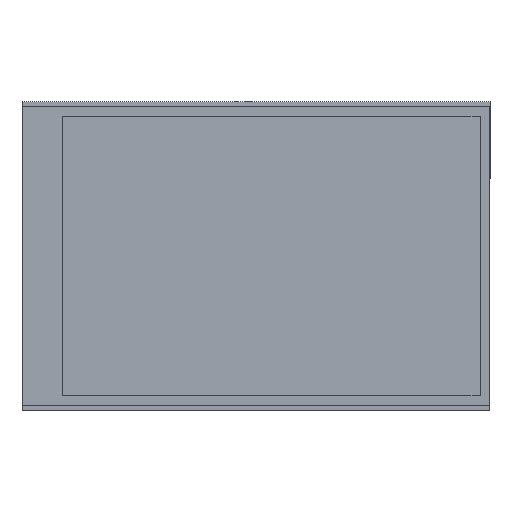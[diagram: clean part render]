
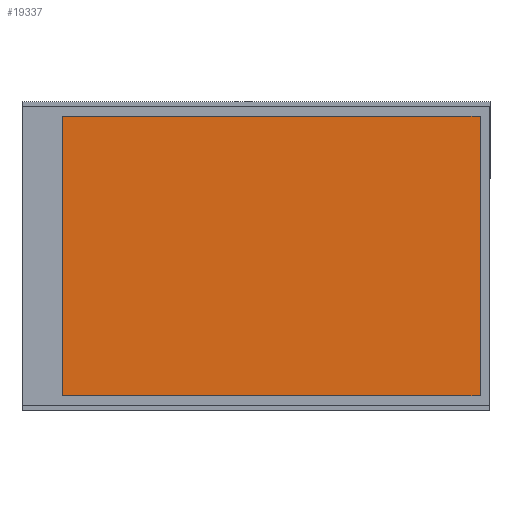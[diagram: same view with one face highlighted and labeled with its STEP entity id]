
A CAD part, top view. The second image highlights one B-rep face of the part: STEP entity #19337.
In plain terms, the highlighted planar face has unit normal (0, 0, 1).
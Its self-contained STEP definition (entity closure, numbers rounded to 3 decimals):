
#61 = CARTESIAN_POINT ( 'NONE',  ( 37.9, -25.4, 0. ) ) ;
#631 = ORIENTED_EDGE ( 'NONE', *, *, #19073, .T. ) ;
#760 = VERTEX_POINT ( 'NONE', #16260 ) ;
#1037 = EDGE_LOOP ( 'NONE', ( #11181, #5818, #17772, #631 ) ) ;
#1202 = LINE ( 'NONE', #20252, #5206 ) ;
#2173 = AXIS2_PLACEMENT_3D ( 'NONE', #16795, #4077, #13642 ) ;
#2655 = EDGE_CURVE ( 'NONE', #760, #14558, #16530, .T. ) ;
#2767 = VECTOR ( 'NONE', #18238, 1000. ) ;
#3638 = VERTEX_POINT ( 'NONE', #8196 ) ;
#3812 = CARTESIAN_POINT ( 'NONE',  ( -37.9, 25.4, 0. ) ) ;
#4077 = DIRECTION ( 'NONE',  ( 0., 0., 1. ) ) ;
#4661 = DIRECTION ( 'NONE',  ( 1., 0., 0. ) ) ;
#5206 = VECTOR ( 'NONE', #4661, 1000. ) ;
#5684 = VERTEX_POINT ( 'NONE', #61 ) ;
#5818 = ORIENTED_EDGE ( 'NONE', *, *, #9520, .T. ) ;
#6422 = EDGE_CURVE ( 'NONE', #5684, #3638, #12363, .T. ) ;
#8196 = CARTESIAN_POINT ( 'NONE',  ( 37.9, 25.4, 0. ) ) ;
#8628 = DIRECTION ( 'NONE',  ( 0., -1., 0. ) ) ;
#9520 = EDGE_CURVE ( 'NONE', #14558, #5684, #1202, .T. ) ;
#11181 = ORIENTED_EDGE ( 'NONE', *, *, #2655, .T. ) ;
#11673 = CARTESIAN_POINT ( 'NONE',  ( -37.9, -25.4, 0. ) ) ;
#11905 = PLANE ( 'NONE',  #2173 ) ;
#12363 = LINE ( 'NONE', #18378, #2767 ) ;
#12627 = VECTOR ( 'NONE', #17826, 1000. ) ;
#13106 = CARTESIAN_POINT ( 'NONE',  ( -37.9, 25.4, 0. ) ) ;
#13642 = DIRECTION ( 'NONE',  ( 1., 0., 0. ) ) ;
#14173 = LINE ( 'NONE', #13106, #12627 ) ;
#14558 = VERTEX_POINT ( 'NONE', #11673 ) ;
#16260 = CARTESIAN_POINT ( 'NONE',  ( -37.9, 25.4, 0. ) ) ;
#16530 = LINE ( 'NONE', #3812, #18536 ) ;
#16671 = FACE_OUTER_BOUND ( 'NONE', #1037, .T. ) ;
#16795 = CARTESIAN_POINT ( 'NONE',  ( 0., 0., 0. ) ) ;
#17772 = ORIENTED_EDGE ( 'NONE', *, *, #6422, .T. ) ;
#17826 = DIRECTION ( 'NONE',  ( -1., 0., 0. ) ) ;
#18238 = DIRECTION ( 'NONE',  ( 0., 1., 0. ) ) ;
#18378 = CARTESIAN_POINT ( 'NONE',  ( 37.9, 25.4, 0. ) ) ;
#18536 = VECTOR ( 'NONE', #8628, 1000. ) ;
#19073 = EDGE_CURVE ( 'NONE', #3638, #760, #14173, .T. ) ;
#19337 = ADVANCED_FACE ( 'NONE', ( #16671 ), #11905, .T. ) ;
#20252 = CARTESIAN_POINT ( 'NONE',  ( -37.9, -25.4, 0. ) ) ;
